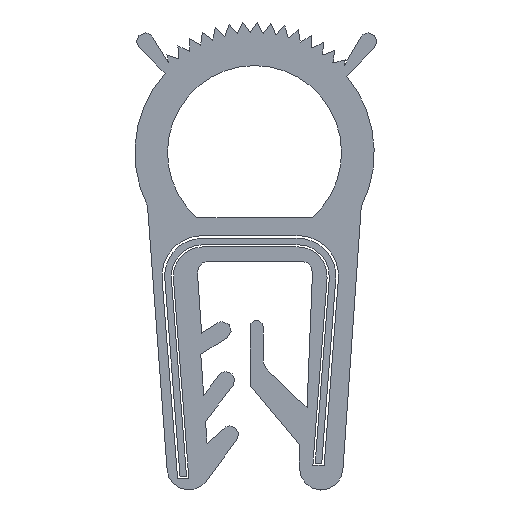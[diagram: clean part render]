
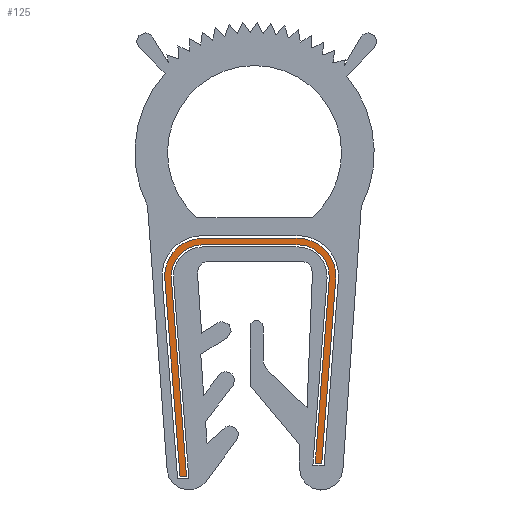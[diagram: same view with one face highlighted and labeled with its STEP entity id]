
A CAD part, left-side view. The second image highlights one B-rep face of the part: STEP entity #125.
In plain terms, the highlighted planar face has unit normal (-1, 0, 0).
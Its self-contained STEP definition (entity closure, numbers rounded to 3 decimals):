
#69 = VERTEX_POINT ( 'NONE', #447 ) ;
#77 = VERTEX_POINT ( 'NONE', #441 ) ;
#80 = EDGE_CURVE ( 'NONE', #2102, #77, #381, .T. ) ;
#83 = EDGE_CURVE ( 'NONE', #87, #2088, #473, .T. ) ;
#87 = VERTEX_POINT ( 'NONE', #469 ) ;
#94 = VERTEX_POINT ( 'NONE', #529 ) ;
#98 = EDGE_CURVE ( 'NONE', #2083, #94, #533, .T. ) ;
#99 = VERTEX_POINT ( 'NONE', #526 ) ;
#125 = ADVANCED_FACE ( 'NONE', ( #622 ), #637, .T. ) ;
#126 = VERTEX_POINT ( 'NONE', #671 ) ;
#127 = ORIENTED_EDGE ( 'NONE', *, *, #2086, .T. ) ;
#128 = ORIENTED_EDGE ( 'NONE', *, *, #2144, .T. ) ;
#129 = ORIENTED_EDGE ( 'NONE', *, *, #137, .T. ) ;
#130 = EDGE_CURVE ( 'NONE', #2099, #126, #618, .T. ) ;
#131 = ORIENTED_EDGE ( 'NONE', *, *, #2077, .T. ) ;
#132 = ORIENTED_EDGE ( 'NONE', *, *, #80, .T. ) ;
#133 = ORIENTED_EDGE ( 'NONE', *, *, #98, .T. ) ;
#134 = EDGE_LOOP ( 'NONE', ( #127, #133, #128, #2146, #2126, #131, #1389, #138, #129, #140, #139, #141, #132, #160 ) ) ;
#137 = EDGE_CURVE ( 'NONE', #2120, #2098, #698, .T. ) ;
#138 = ORIENTED_EDGE ( 'NONE', *, *, #2125, .T. ) ;
#139 = ORIENTED_EDGE ( 'NONE', *, *, #130, .T. ) ;
#140 = ORIENTED_EDGE ( 'NONE', *, *, #2101, .T. ) ;
#141 = ORIENTED_EDGE ( 'NONE', *, *, #2151, .T. ) ;
#160 = ORIENTED_EDGE ( 'NONE', *, *, #2132, .T. ) ;
#380 = CARTESIAN_POINT ( 'NONE',  ( -500., 3.424, -10.382 ) ) ;
#381 = LINE ( 'NONE', #380, #477 ) ;
#441 = CARTESIAN_POINT ( 'NONE',  ( -500., 3.124, -10.361 ) ) ;
#447 = CARTESIAN_POINT ( 'NONE',  ( -500., -3.787, -1.342 ) ) ;
#469 = CARTESIAN_POINT ( 'NONE',  ( -500., -3.488, -1.318 ) ) ;
#470 = DIRECTION ( 'NONE',  ( 0., 0.082, -0.997 ) ) ;
#471 = VECTOR ( 'NONE', #470, 1000. ) ;
#472 = CARTESIAN_POINT ( 'NONE',  ( -500., -3.488, -1.318 ) ) ;
#473 = LINE ( 'NONE', #472, #471 ) ;
#476 = DIRECTION ( 'NONE',  ( 0., -0.997, 0.071 ) ) ;
#477 = VECTOR ( 'NONE', #476, 1000. ) ;
#521 = DIRECTION ( 'NONE',  ( 0., 0., 1. ) ) ;
#522 = DIRECTION ( 'NONE',  ( 1., 0., 0. ) ) ;
#523 = CARTESIAN_POINT ( 'NONE',  ( -500., 2.34, -1.175 ) ) ;
#524 = AXIS2_PLACEMENT_3D ( 'NONE', #523, #522, #521 ) ;
#526 = CARTESIAN_POINT ( 'NONE',  ( -500., -2.06, 0.24 ) ) ;
#529 = CARTESIAN_POINT ( 'NONE',  ( -500., 2.332, 0.264 ) ) ;
#533 = CIRCLE ( 'NONE', #524, 1.44 ) ;
#618 = CIRCLE ( 'NONE', #652, 1.74 ) ;
#622 = FACE_OUTER_BOUND ( 'NONE', #134, .T. ) ;
#637 = PLANE ( 'NONE',  #648 ) ;
#648 = AXIS2_PLACEMENT_3D ( 'NONE', #659, #658, #657 ) ;
#649 = DIRECTION ( 'NONE',  ( 0., 0., 1. ) ) ;
#650 = DIRECTION ( 'NONE',  ( -1., 0., 0. ) ) ;
#651 = CARTESIAN_POINT ( 'NONE',  ( -500., 2.34, -1.175 ) ) ;
#652 = AXIS2_PLACEMENT_3D ( 'NONE', #651, #650, #649 ) ;
#657 = DIRECTION ( 'NONE',  ( 0., -1., 0. ) ) ;
#658 = DIRECTION ( 'NONE',  ( -1., 0., 0. ) ) ;
#659 = CARTESIAN_POINT ( 'NONE',  ( -500., 4.127, -10.448 ) ) ;
#671 = CARTESIAN_POINT ( 'NONE',  ( -500., 4.08, -1.141 ) ) ;
#695 = DIRECTION ( 'NONE',  ( 0., 1., 0.006 ) ) ;
#696 = VECTOR ( 'NONE', #695, 1000. ) ;
#697 = CARTESIAN_POINT ( 'NONE',  ( -500., 0.134, 0.552 ) ) ;
#698 = LINE ( 'NONE', #697, #696 ) ;
#1389 = ORIENTED_EDGE ( 'NONE', *, *, #2127, .T. ) ;
#2077 = EDGE_CURVE ( 'NONE', #2088, #2154, #3888, .T. ) ;
#2083 = VERTEX_POINT ( 'NONE', #3883 ) ;
#2086 = EDGE_CURVE ( 'NONE', #2089, #2083, #3905, .T. ) ;
#2088 = VERTEX_POINT ( 'NONE', #3879 ) ;
#2089 = VERTEX_POINT ( 'NONE', #3890 ) ;
#2098 = VERTEX_POINT ( 'NONE', #3957 ) ;
#2099 = VERTEX_POINT ( 'NONE', #3923 ) ;
#2101 = EDGE_CURVE ( 'NONE', #2098, #2099, #3952, .T. ) ;
#2102 = VERTEX_POINT ( 'NONE', #3963 ) ;
#2120 = VERTEX_POINT ( 'NONE', #3983 ) ;
#2125 = EDGE_CURVE ( 'NONE', #69, #2120, #4056, .T. ) ;
#2126 = ORIENTED_EDGE ( 'NONE', *, *, #83, .T. ) ;
#2127 = EDGE_CURVE ( 'NONE', #2154, #69, #4047, .T. ) ;
#2132 = EDGE_CURVE ( 'NONE', #77, #2089, #4035, .T. ) ;
#2144 = EDGE_CURVE ( 'NONE', #94, #99, #4065, .T. ) ;
#2146 = ORIENTED_EDGE ( 'NONE', *, *, #2147, .T. ) ;
#2147 = EDGE_CURVE ( 'NONE', #99, #87, #4067, .T. ) ;
#2151 = EDGE_CURVE ( 'NONE', #126, #2102, #4099, .T. ) ;
#2154 = VERTEX_POINT ( 'NONE', #4139 ) ;
#3879 = CARTESIAN_POINT ( 'NONE',  ( -500., -2.794, -9.795 ) ) ;
#3882 = AXIS2_PLACEMENT_3D ( 'NONE', #3936, #3928, #3927 ) ;
#3883 = CARTESIAN_POINT ( 'NONE',  ( -500., 2.34, 0.264 ) ) ;
#3885 = DIRECTION ( 'NONE',  ( 0., -0.997, -0.082 ) ) ;
#3886 = VECTOR ( 'NONE', #3885, 1000. ) ;
#3887 = CARTESIAN_POINT ( 'NONE',  ( -500., -2.944, -9.808 ) ) ;
#3888 = LINE ( 'NONE', #3887, #3886 ) ;
#3890 = CARTESIAN_POINT ( 'NONE',  ( -500., 3.759, -1.42 ) ) ;
#3905 = CIRCLE ( 'NONE', #3882, 1.44 ) ;
#3923 = CARTESIAN_POINT ( 'NONE',  ( -500., 2.34, 0.564 ) ) ;
#3927 = DIRECTION ( 'NONE',  ( 0., 0., 1. ) ) ;
#3928 = DIRECTION ( 'NONE',  ( 1., 0., 0. ) ) ;
#3936 = CARTESIAN_POINT ( 'NONE',  ( -500., 2.34, -1.175 ) ) ;
#3947 = DIRECTION ( 'NONE',  ( 0., 0., 1. ) ) ;
#3948 = DIRECTION ( 'NONE',  ( -1., 0., 0. ) ) ;
#3949 = CARTESIAN_POINT ( 'NONE',  ( -500., 2.34, -1.175 ) ) ;
#3950 = AXIS2_PLACEMENT_3D ( 'NONE', #3949, #3948, #3947 ) ;
#3952 = CIRCLE ( 'NONE', #3950, 1.74 ) ;
#3957 = CARTESIAN_POINT ( 'NONE',  ( -500., 2.33, 0.564 ) ) ;
#3963 = CARTESIAN_POINT ( 'NONE',  ( -500., 3.424, -10.382 ) ) ;
#3983 = CARTESIAN_POINT ( 'NONE',  ( -500., -2.062, 0.54 ) ) ;
#4020 = AXIS2_PLACEMENT_3D ( 'NONE', #4054, #4045, #4044 ) ;
#4035 = LINE ( 'NONE', #4071, #4070 ) ;
#4037 = DIRECTION ( 'NONE',  ( 0., -0.082, 0.997 ) ) ;
#4038 = VECTOR ( 'NONE', #4037, 1000. ) ;
#4039 = CARTESIAN_POINT ( 'NONE',  ( -500., -3.093, -9.82 ) ) ;
#4044 = DIRECTION ( 'NONE',  ( 0., 0., 1. ) ) ;
#4045 = DIRECTION ( 'NONE',  ( -1., 0., 0. ) ) ;
#4047 = LINE ( 'NONE', #4039, #4038 ) ;
#4054 = CARTESIAN_POINT ( 'NONE',  ( -500., -2.052, -1.2 ) ) ;
#4056 = CIRCLE ( 'NONE', #4020, 1.74 ) ;
#4064 = CARTESIAN_POINT ( 'NONE',  ( -500., 2.332, 0.264 ) ) ;
#4065 = LINE ( 'NONE', #4064, #4109 ) ;
#4067 = CIRCLE ( 'NONE', #4112, 1.44 ) ;
#4069 = DIRECTION ( 'NONE',  ( 0., 0.071, 0.997 ) ) ;
#4070 = VECTOR ( 'NONE', #4069, 1000. ) ;
#4071 = CARTESIAN_POINT ( 'NONE',  ( -500., 3.124, -10.361 ) ) ;
#4098 = CARTESIAN_POINT ( 'NONE',  ( -500., 3.752, -5.762 ) ) ;
#4099 = LINE ( 'NONE', #4098, #4141 ) ;
#4101 = DIRECTION ( 'NONE',  ( 0., 0., 1. ) ) ;
#4102 = DIRECTION ( 'NONE',  ( 1., 0., 0. ) ) ;
#4103 = CARTESIAN_POINT ( 'NONE',  ( -500., -2.052, -1.2 ) ) ;
#4108 = DIRECTION ( 'NONE',  ( 0., -1., -0.006 ) ) ;
#4109 = VECTOR ( 'NONE', #4108, 1000. ) ;
#4112 = AXIS2_PLACEMENT_3D ( 'NONE', #4103, #4102, #4101 ) ;
#4139 = CARTESIAN_POINT ( 'NONE',  ( -500., -3.093, -9.82 ) ) ;
#4140 = DIRECTION ( 'NONE',  ( 0., -0.071, -0.997 ) ) ;
#4141 = VECTOR ( 'NONE', #4140, 1000. ) ;
